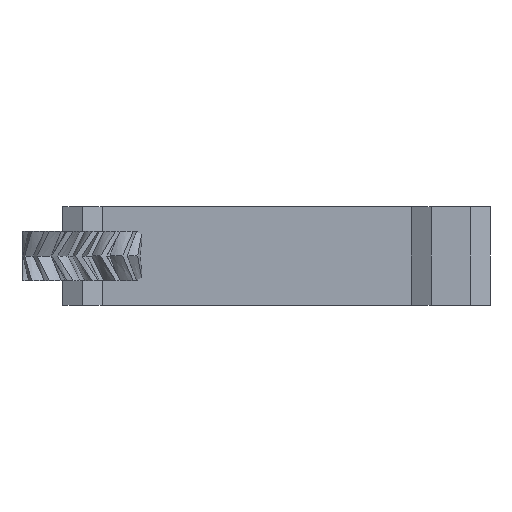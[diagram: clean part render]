
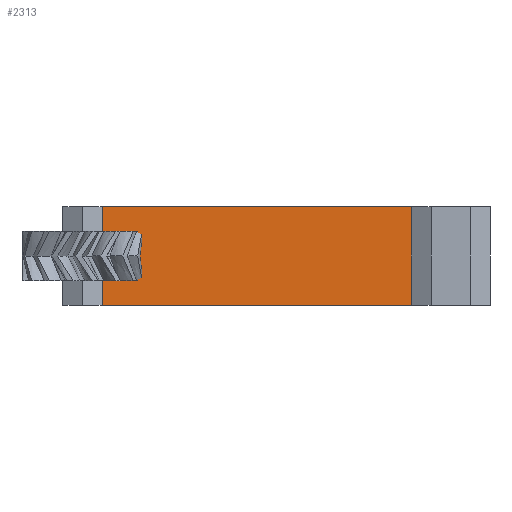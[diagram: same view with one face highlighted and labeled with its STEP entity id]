
A CAD part, front view. The second image highlights one B-rep face of the part: STEP entity #2313.
In plain terms, the highlighted planar face has unit normal (0, -1, 0).
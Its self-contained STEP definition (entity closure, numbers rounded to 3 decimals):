
#490=PLANE('',#2492);
#520=FACE_OUTER_BOUND('',#660,.T.);
#660=EDGE_LOOP('',(#1609,#1610,#1611,#1612));
#797=LINE('',#2876,#847);
#811=LINE('',#2908,#861);
#812=LINE('',#2910,#862);
#813=LINE('',#2911,#863);
#847=VECTOR('',#2629,10.);
#861=VECTOR('',#2651,10.);
#862=VECTOR('',#2652,10.);
#863=VECTOR('',#2653,10.);
#966=VERTEX_POINT('',#2873);
#967=VERTEX_POINT('',#2875);
#981=VERTEX_POINT('',#2907);
#982=VERTEX_POINT('',#2909);
#1208=EDGE_CURVE('',#966,#967,#797,.T.);
#1224=EDGE_CURVE('',#981,#966,#811,.T.);
#1225=EDGE_CURVE('',#982,#981,#812,.T.);
#1226=EDGE_CURVE('',#967,#982,#813,.T.);
#1609=ORIENTED_EDGE('',*,*,#1224,.F.);
#1610=ORIENTED_EDGE('',*,*,#1225,.F.);
#1611=ORIENTED_EDGE('',*,*,#1226,.F.);
#1612=ORIENTED_EDGE('',*,*,#1208,.F.);
#2313=ADVANCED_FACE('',(#520),#490,.T.);
#2492=AXIS2_PLACEMENT_3D('',#2906,#2649,#2650);
#2629=DIRECTION('',(-1.,0.,0.));
#2649=DIRECTION('center_axis',(0.,-1.,0.));
#2650=DIRECTION('ref_axis',(1.,0.,0.));
#2651=DIRECTION('',(0.,0.,-1.));
#2652=DIRECTION('',(1.,0.,0.));
#2653=DIRECTION('',(0.,0.,1.));
#2873=CARTESIAN_POINT('',(67.01,-2.309,-5.));
#2875=CARTESIAN_POINT('',(4.,-2.309,-5.));
#2876=CARTESIAN_POINT('',(-4.,-2.309,-5.));
#2906=CARTESIAN_POINT('Origin',(4.,-2.309,5.));
#2907=CARTESIAN_POINT('',(67.01,-2.309,15.));
#2908=CARTESIAN_POINT('',(67.01,-2.309,5.));
#2909=CARTESIAN_POINT('',(4.,-2.309,15.));
#2910=CARTESIAN_POINT('',(-4.,-2.309,15.));
#2911=CARTESIAN_POINT('',(4.,-2.309,5.));
